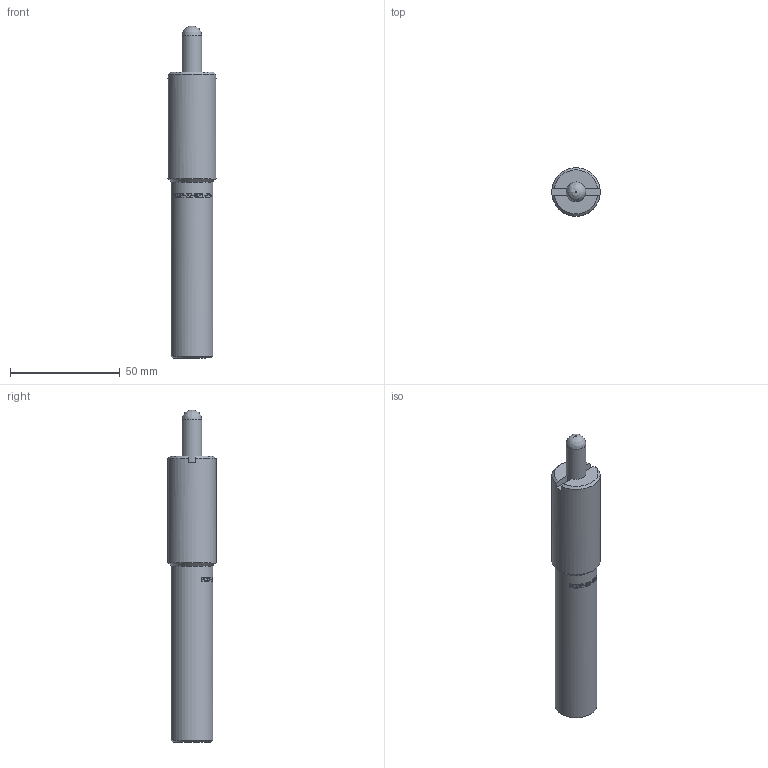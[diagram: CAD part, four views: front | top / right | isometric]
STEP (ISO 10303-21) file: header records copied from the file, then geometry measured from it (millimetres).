
FILE_DESCRIPTION(/* description */ (''),/* implementation_level */ '2;1');
FILE_NAME(/* name */ 'PCDR-22-021-214.stp',/* time_stamp */ '2024-12-03T11:30:45-03:00',/* author */ ('filippi'),/* organization */ (''),/* preprocessor_version */ 'ST-DEVELOPER v19',/* originating_system */ 'Autodesk Inventor 2023',/* authorisation */ '');
FILE_SCHEMA (('AUTOMOTIVE_DESIGN { 1 0 10303 214 3 1 1 }'));
Length unit declared in the file: millimetre
Products named in the file (3): PCDR-22-021-214; CORPO-PCDR-22-021-214; HASTE-PCDR-22-021-214
Assembly tree (2 placements, depth 2):
  PCDR-22-021-214
    CORPO-PCDR-22-021-214
    HASTE-PCDR-22-021-214
Bounding box: 22 x 22 x 151 mm (x, y, z)
Volume: 41355.7 mm3; surface area: 10336.4 mm2
Topology: 2 solids, 2 shells, 237 faces, 636 edges, 423 vertices
Faces by surface type: plane 107, bspline 102, cylinder 24, cone 4
Full cylindrical faces by diameter (mm): 9 x2, 19 x1, 22 x1
Entity records: 10312 total; most frequent: CARTESIAN_POINT 4622, ORIENTED_EDGE 1272, DIRECTION 834, EDGE_CURVE 636, VERTEX_POINT 423, LINE 306, VECTOR 306, AXIS2_PLACEMENT_3D 264
